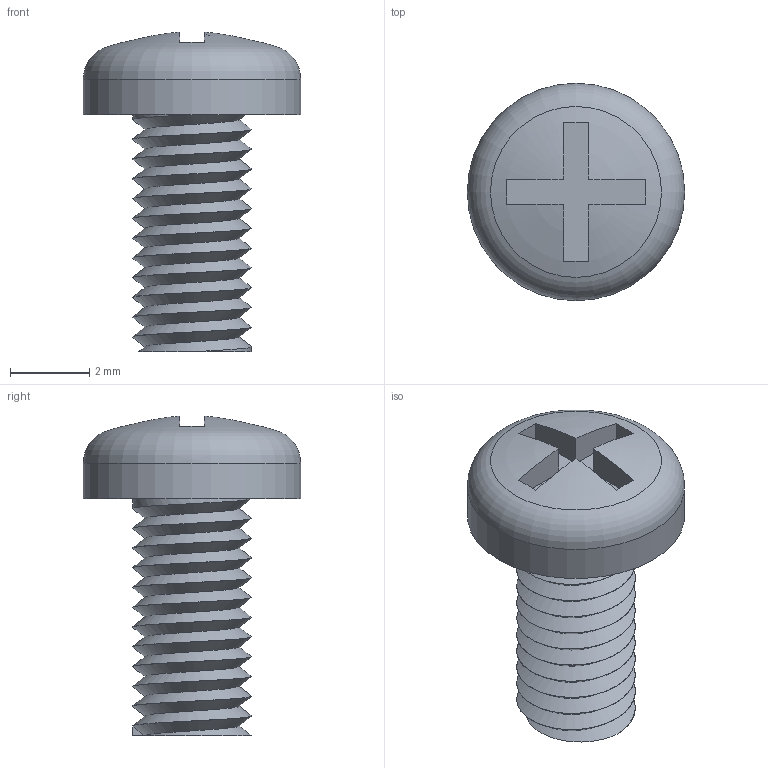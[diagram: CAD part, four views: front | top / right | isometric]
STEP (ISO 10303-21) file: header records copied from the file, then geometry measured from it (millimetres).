
FILE_DESCRIPTION(/* description */ ('Unknown'),/* implementation_level */ '2;1');
FILE_NAME(/* name */ '97790603111',/* time_stamp */ '2019-11-20T08:20:16+01:00',/* author */ ('Unknown'),/* organization */ ('Unknown'),/* preprocessor_version */ 'ST-DEVELOPER v16.7',/* originating_system */ 'DEX',/* authorisation */ $);
FILE_SCHEMA (('AUTOMOTIVE_DESIGN {1 0 10303 214 3 1 1}'));
Length unit declared in the file: millimetre
Products named in the file (1): 97790603111
Bounding box: 5.5 x 5.5 x 8.09 mm (x, y, z)
Volume: 72.6 mm3; surface area: 161.3 mm2
Topology: 1 solids, 1 shells, 24 faces, 59 edges, 38 vertices
Faces by surface type: plane 17, cylinder 3, torus 2, bspline 2
Full cylindrical faces by diameter (mm): 5.5 x1
Entity records: 1844 total; most frequent: CARTESIAN_POINT 1311, ORIENTED_EDGE 108, DIRECTION 89, EDGE_CURVE 54, VERTEX_POINT 36, LINE 31, VECTOR 31, AXIS2_PLACEMENT_3D 29
